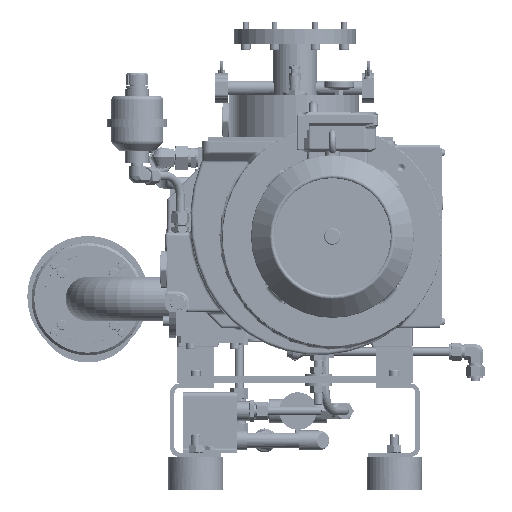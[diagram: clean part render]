
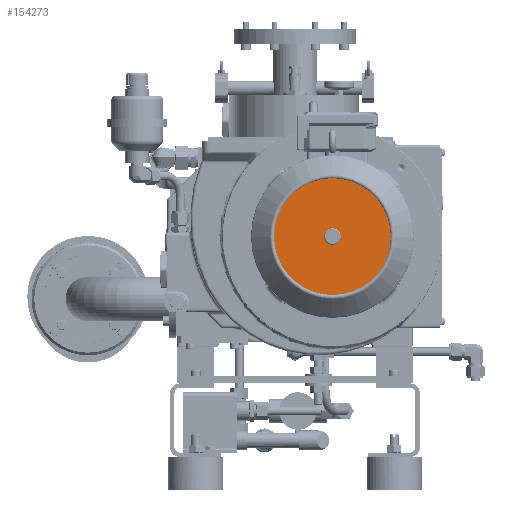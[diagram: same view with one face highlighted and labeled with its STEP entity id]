
A CAD part, left-side view. The second image highlights one B-rep face of the part: STEP entity #154273.
In plain terms, the highlighted planar face has unit normal (-1, 0, 0).
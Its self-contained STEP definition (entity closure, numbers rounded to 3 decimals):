
#11961=FACE_BOUND('',#33106,.T.);
#14350=CIRCLE('',#165883,79.522);
#14351=CIRCLE('',#165884,79.522);
#14353=CIRCLE('',#165888,11.237);
#14354=CIRCLE('',#165889,11.237);
#23382=FACE_OUTER_BOUND('',#33105,.T.);
#33105=EDGE_LOOP('',(#115235,#115236));
#33106=EDGE_LOOP('',(#115237,#115238));
#65833=VERTEX_POINT('',#274174);
#65834=VERTEX_POINT('',#274175);
#65835=VERTEX_POINT('',#274182);
#65836=VERTEX_POINT('',#274183);
#83649=EDGE_CURVE('',#65833,#65834,#14350,.T.);
#83650=EDGE_CURVE('',#65834,#65833,#14351,.T.);
#83653=EDGE_CURVE('',#65835,#65836,#14353,.T.);
#83654=EDGE_CURVE('',#65836,#65835,#14354,.T.);
#115235=ORIENTED_EDGE('',*,*,#83649,.T.);
#115236=ORIENTED_EDGE('',*,*,#83650,.T.);
#115237=ORIENTED_EDGE('',*,*,#83653,.T.);
#115238=ORIENTED_EDGE('',*,*,#83654,.T.);
#148715=PLANE('',#165887);
#154273=ADVANCED_FACE('',(#23382,#11961),#148715,.T.);
#165883=AXIS2_PLACEMENT_3D('',#274176,#191470,#191471);
#165884=AXIS2_PLACEMENT_3D('',#274177,#191472,#191473);
#165887=AXIS2_PLACEMENT_3D('',#274181,#191479,#191480);
#165888=AXIS2_PLACEMENT_3D('',#274184,#191481,#191482);
#165889=AXIS2_PLACEMENT_3D('',#274185,#191483,#191484);
#191470=DIRECTION('center_axis',(-1.,0.,0.));
#191471=DIRECTION('ref_axis',(0.,1.,0.));
#191472=DIRECTION('center_axis',(-1.,0.,0.));
#191473=DIRECTION('ref_axis',(0.,1.,0.));
#191479=DIRECTION('center_axis',(-1.,0.,0.));
#191480=DIRECTION('ref_axis',(0.,1.,0.));
#191481=DIRECTION('center_axis',(1.,0.,0.));
#191482=DIRECTION('ref_axis',(0.,-1.,0.));
#191483=DIRECTION('center_axis',(1.,0.,0.));
#191484=DIRECTION('ref_axis',(0.,-1.,0.));
#274174=CARTESIAN_POINT('',(-832.439,24.896,0.));
#274175=CARTESIAN_POINT('',(-832.439,-54.625,79.522));
#274176=CARTESIAN_POINT('Origin',(-832.439,-54.625,0.));
#274177=CARTESIAN_POINT('Origin',(-832.439,-54.625,0.));
#274181=CARTESIAN_POINT('Origin',(-832.439,-55.277,0.));
#274182=CARTESIAN_POINT('',(-832.439,-65.862,0.));
#274183=CARTESIAN_POINT('',(-832.439,-43.389,0.));
#274184=CARTESIAN_POINT('Origin',(-832.439,-54.625,0.));
#274185=CARTESIAN_POINT('Origin',(-832.439,-54.625,0.));
